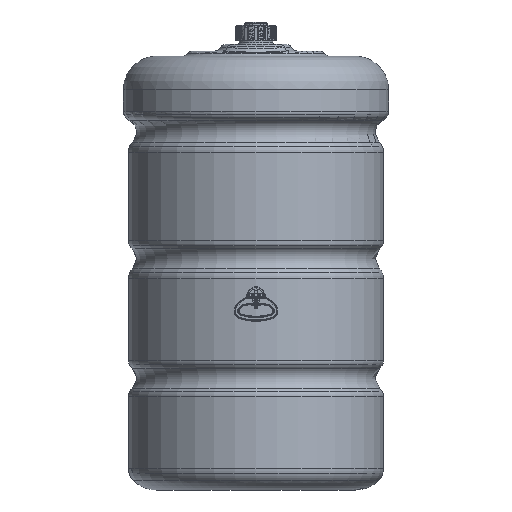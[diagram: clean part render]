
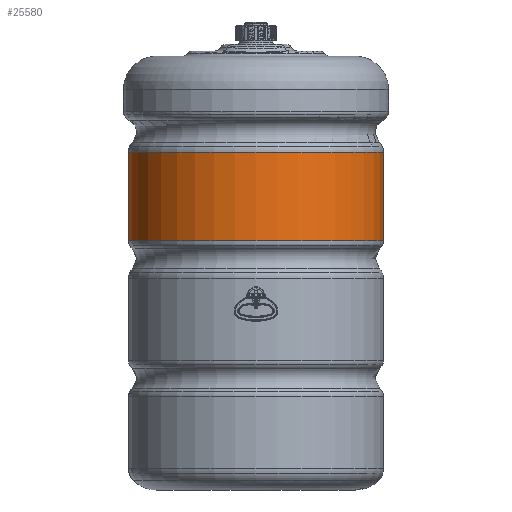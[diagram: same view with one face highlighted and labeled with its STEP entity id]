
A CAD part, front view. The second image highlights one B-rep face of the part: STEP entity #25580.
In plain terms, the highlighted cylindrical face has radius 380 mm (diameter 760 mm), a partial arc.
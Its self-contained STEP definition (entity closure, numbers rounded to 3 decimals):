
#762=CYLINDRICAL_SURFACE('',#27420,380.);
#1716=LINE('',#176989,#2864);
#1717=LINE('',#176993,#2865);
#2864=VECTOR('',#31132,10.);
#2865=VECTOR('',#31137,10.);
#4283=FACE_OUTER_BOUND('',#5985,.T.);
#5985=EDGE_LOOP('',(#18325,#18326,#18327,#18328));
#7652=CIRCLE('',#27371,380.);
#7685=CIRCLE('',#27421,380.);
#10648=VERTEX_POINT('',#176557);
#10650=VERTEX_POINT('',#176569);
#10696=VERTEX_POINT('',#176988);
#10697=VERTEX_POINT('',#176992);
#13412=EDGE_CURVE('',#10648,#10650,#7652,.T.);
#13479=EDGE_CURVE('',#10650,#10696,#1716,.T.);
#13481=EDGE_CURVE('',#10648,#10697,#1717,.T.);
#13482=EDGE_CURVE('',#10696,#10697,#7685,.T.);
#18325=ORIENTED_EDGE('',*,*,#13412,.F.);
#18326=ORIENTED_EDGE('',*,*,#13481,.T.);
#18327=ORIENTED_EDGE('',*,*,#13482,.F.);
#18328=ORIENTED_EDGE('',*,*,#13479,.F.);
#25580=ADVANCED_FACE('',(#4283),#762,.T.);
#27371=AXIS2_PLACEMENT_3D('',#176573,#31025,#31026);
#27420=AXIS2_PLACEMENT_3D('',#176991,#31135,#31136);
#27421=AXIS2_PLACEMENT_3D('',#176994,#31138,#31139);
#31025=DIRECTION('center_axis',(0.,0.,-1.));
#31026=DIRECTION('ref_axis',(0.,-1.,0.));
#31132=DIRECTION('',(0.,0.,1.));
#31135=DIRECTION('center_axis',(0.,0.,1.));
#31136=DIRECTION('ref_axis',(-0.998,-0.068,0.));
#31137=DIRECTION('',(0.,0.,1.));
#31138=DIRECTION('center_axis',(0.,0.,1.));
#31139=DIRECTION('ref_axis',(0.,-1.,0.));
#176557=CARTESIAN_POINT('',(379.132,-420.748,95.788));
#176569=CARTESIAN_POINT('',(-379.132,-420.748,95.788));
#176573=CARTESIAN_POINT('Origin',(0.,-395.075,
95.788));
#176988=CARTESIAN_POINT('',(-379.132,-420.748,359.715));
#176989=CARTESIAN_POINT('',(-379.132,-420.748,0.));
#176991=CARTESIAN_POINT('Origin',(0.,-395.075,
0.));
#176992=CARTESIAN_POINT('',(379.132,-420.748,359.715));
#176993=CARTESIAN_POINT('',(379.132,-420.748,0.));
#176994=CARTESIAN_POINT('Origin',(0.,-395.075,
359.715));
